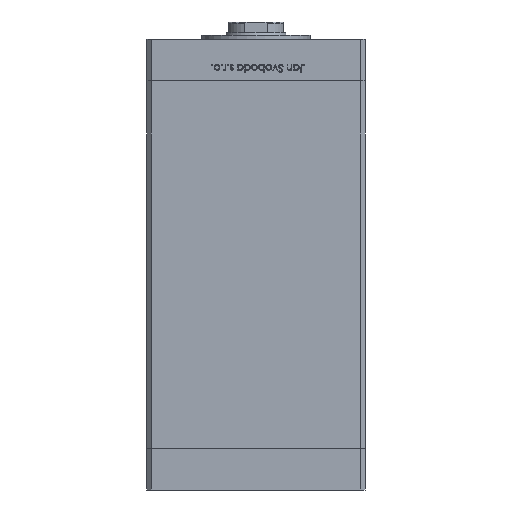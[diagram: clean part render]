
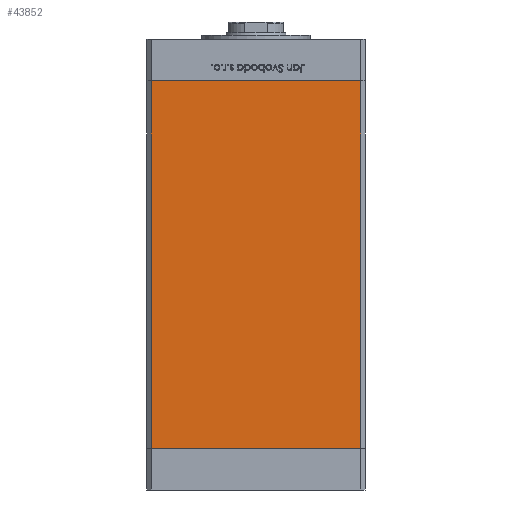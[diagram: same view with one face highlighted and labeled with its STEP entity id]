
A CAD part, front view. The second image highlights one B-rep face of the part: STEP entity #43852.
In plain terms, the highlighted planar face has unit normal (0, -1, 0).
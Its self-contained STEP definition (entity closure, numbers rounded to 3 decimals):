
#966 = VECTOR ( 'NONE', #15358, 1000. ) ;
#1095 = DIRECTION ( 'NONE',  ( 1., 0., 0. ) ) ;
#3351 = CARTESIAN_POINT ( 'NONE',  ( -48., -43.5, 168.5 ) ) ;
#4879 = ORIENTED_EDGE ( 'NONE', *, *, #32293, .F. ) ;
#6640 = EDGE_CURVE ( 'NONE', #20966, #16684, #22268, .T. ) ;
#6917 = CARTESIAN_POINT ( 'NONE',  ( 48., -43.5, 0. ) ) ;
#7742 = DIRECTION ( 'NONE',  ( 0., 0., -1. ) ) ;
#9836 = DIRECTION ( 'NONE',  ( 0., 0., 1. ) ) ;
#12995 = CARTESIAN_POINT ( 'NONE',  ( 48., -43.5, 168.5 ) ) ;
#14565 = ORIENTED_EDGE ( 'NONE', *, *, #21381, .T. ) ;
#15358 = DIRECTION ( 'NONE',  ( 0., 0., -1. ) ) ;
#15869 = EDGE_CURVE ( 'NONE', #49424, #16684, #40012, .T. ) ;
#16684 = VERTEX_POINT ( 'NONE', #6917 ) ;
#17067 = VECTOR ( 'NONE', #1095, 1000. ) ;
#17107 = LINE ( 'NONE', #42197, #17067 ) ;
#17972 = FACE_OUTER_BOUND ( 'NONE', #44166, .T. ) ;
#18499 = PLANE ( 'NONE',  #24772 ) ;
#20966 = VERTEX_POINT ( 'NONE', #41923 ) ;
#21381 = EDGE_CURVE ( 'NONE', #47379, #20966, #51828, .T. ) ;
#22268 = LINE ( 'NONE', #41941, #27594 ) ;
#23714 = ORIENTED_EDGE ( 'NONE', *, *, #15869, .F. ) ;
#24772 = AXIS2_PLACEMENT_3D ( 'NONE', #42630, #34503, #9836 ) ;
#27594 = VECTOR ( 'NONE', #30143, 1000. ) ;
#30143 = DIRECTION ( 'NONE',  ( 1., 0., 0. ) ) ;
#32293 = EDGE_CURVE ( 'NONE', #47379, #49424, #17107, .T. ) ;
#34503 = DIRECTION ( 'NONE',  ( 0., 1., 0. ) ) ;
#37064 = VECTOR ( 'NONE', #7742, 1000. ) ;
#40012 = LINE ( 'NONE', #43699, #37064 ) ;
#41923 = CARTESIAN_POINT ( 'NONE',  ( -48., -43.5, 0. ) ) ;
#41941 = CARTESIAN_POINT ( 'NONE',  ( -48., -43.5, 0. ) ) ;
#42197 = CARTESIAN_POINT ( 'NONE',  ( -48., -43.5, 168.5 ) ) ;
#42630 = CARTESIAN_POINT ( 'NONE',  ( -48., -43.5, 168.5 ) ) ;
#43677 = CARTESIAN_POINT ( 'NONE',  ( -48., -43.5, 168.5 ) ) ;
#43699 = CARTESIAN_POINT ( 'NONE',  ( 48., -43.5, 168.5 ) ) ;
#43852 = ADVANCED_FACE ( 'NONE', ( #17972 ), #18499, .F. ) ;
#44166 = EDGE_LOOP ( 'NONE', ( #44196, #23714, #4879, #14565 ) ) ;
#44196 = ORIENTED_EDGE ( 'NONE', *, *, #6640, .T. ) ;
#47379 = VERTEX_POINT ( 'NONE', #3351 ) ;
#49424 = VERTEX_POINT ( 'NONE', #12995 ) ;
#51828 = LINE ( 'NONE', #43677, #966 ) ;
